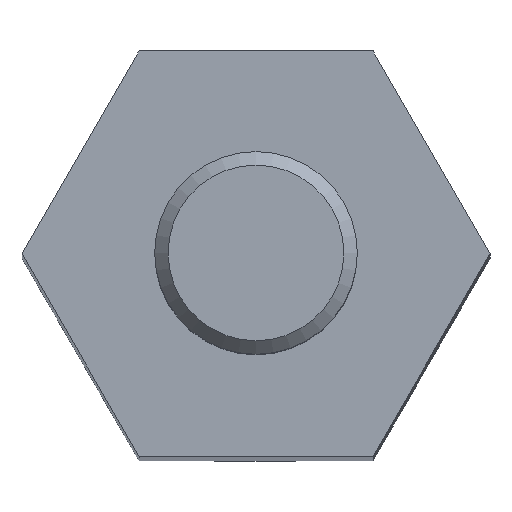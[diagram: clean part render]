
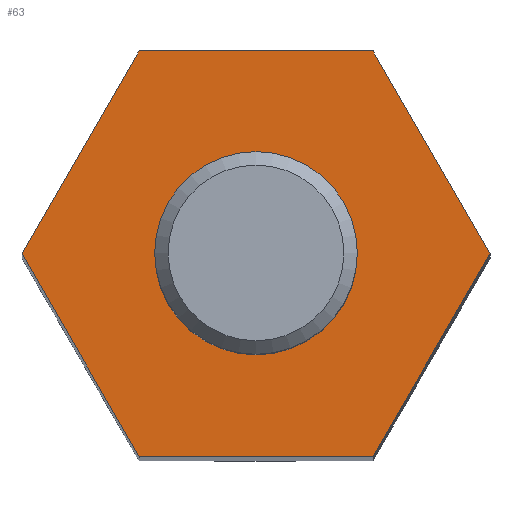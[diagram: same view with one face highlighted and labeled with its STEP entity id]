
A CAD part, top view. The second image highlights one B-rep face of the part: STEP entity #63.
In plain terms, the highlighted planar face has unit normal (0, 0, 1).
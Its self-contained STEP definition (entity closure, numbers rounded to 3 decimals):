
#63 = ADVANCED_FACE( '', ( #141, #142 ), #143, .T. );
#141 = FACE_BOUND( '', #235, .T. );
#142 = FACE_OUTER_BOUND( '', #236, .T. );
#143 = PLANE( '', #237 );
#235 = EDGE_LOOP( '', ( #345 ) );
#236 = EDGE_LOOP( '', ( #346, #347, #348, #349, #350, #351 ) );
#237 = AXIS2_PLACEMENT_3D( '', #352, #353, #354 );
#345 = ORIENTED_EDGE( '', *, *, #507, .T. );
#346 = ORIENTED_EDGE( '', *, *, #508, .T. );
#347 = ORIENTED_EDGE( '', *, *, #509, .T. );
#348 = ORIENTED_EDGE( '', *, *, #503, .T. );
#349 = ORIENTED_EDGE( '', *, *, #510, .T. );
#350 = ORIENTED_EDGE( '', *, *, #511, .T. );
#351 = ORIENTED_EDGE( '', *, *, #512, .T. );
#352 = CARTESIAN_POINT( '', ( 0., 0., 40. ) );
#353 = DIRECTION( '', ( 0., 0., 1. ) );
#354 = DIRECTION( '', ( 1., 0., 0. ) );
#503 = EDGE_CURVE( '', #585, #583, #586, .T. );
#507 = EDGE_CURVE( '', #591, #591, #592, .F. );
#508 = EDGE_CURVE( '', #593, #594, #595, .T. );
#509 = EDGE_CURVE( '', #594, #585, #596, .T. );
#510 = EDGE_CURVE( '', #583, #597, #598, .T. );
#511 = EDGE_CURVE( '', #597, #599, #600, .T. );
#512 = EDGE_CURVE( '', #599, #593, #601, .T. );
#583 = VERTEX_POINT( '', #709 );
#585 = VERTEX_POINT( '', #712 );
#586 = LINE( '', #713, #714 );
#591 = VERTEX_POINT( '', #725 );
#592 = CIRCLE( '', #726, 1.267 );
#593 = VERTEX_POINT( '', #727 );
#594 = VERTEX_POINT( '', #728 );
#595 = LINE( '', #729, #730 );
#596 = LINE( '', #731, #732 );
#597 = VERTEX_POINT( '', #733 );
#598 = LINE( '', #734, #735 );
#599 = VERTEX_POINT( '', #736 );
#600 = LINE( '', #737, #738 );
#601 = LINE( '', #739, #740 );
#709 = CARTESIAN_POINT( '', ( -1.732, -3., 40. ) );
#712 = CARTESIAN_POINT( '', ( -3.464, 0., 40. ) );
#713 = CARTESIAN_POINT( '', ( -3.464, 0., 40. ) );
#714 = VECTOR( '', #853, 1000. );
#725 = CARTESIAN_POINT( '', ( 1.267, 0., 40. ) );
#726 = AXIS2_PLACEMENT_3D( '', #855, #856, #857 );
#727 = CARTESIAN_POINT( '', ( 1.732, 3., 40. ) );
#728 = CARTESIAN_POINT( '', ( -1.732, 3., 40. ) );
#729 = CARTESIAN_POINT( '', ( 1.732, 3., 40. ) );
#730 = VECTOR( '', #858, 1000. );
#731 = CARTESIAN_POINT( '', ( -1.732, 3., 40. ) );
#732 = VECTOR( '', #859, 1000. );
#733 = CARTESIAN_POINT( '', ( 1.732, -3., 40. ) );
#734 = CARTESIAN_POINT( '', ( -1.732, -3., 40. ) );
#735 = VECTOR( '', #860, 1000. );
#736 = CARTESIAN_POINT( '', ( 3.464, 0., 40. ) );
#737 = CARTESIAN_POINT( '', ( 1.732, -3., 40. ) );
#738 = VECTOR( '', #861, 1000. );
#739 = CARTESIAN_POINT( '', ( 3.464, 0., 40. ) );
#740 = VECTOR( '', #862, 1000. );
#853 = DIRECTION( '', ( 0.5, -0.866, 0. ) );
#855 = CARTESIAN_POINT( '', ( 0., 0., 40. ) );
#856 = DIRECTION( '', ( 0., 0., 1. ) );
#857 = DIRECTION( '', ( 1., 0., 0. ) );
#858 = DIRECTION( '', ( -1., 0., 0. ) );
#859 = DIRECTION( '', ( -0.5, -0.866, 0. ) );
#860 = DIRECTION( '', ( 1., 0., 0. ) );
#861 = DIRECTION( '', ( 0.5, 0.866, 0. ) );
#862 = DIRECTION( '', ( -0.5, 0.866, 0. ) );
